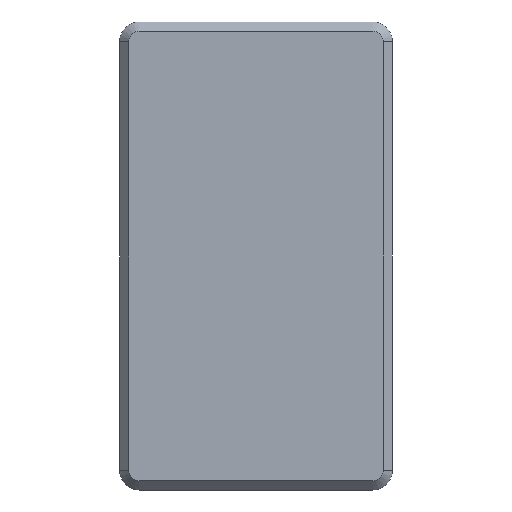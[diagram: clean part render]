
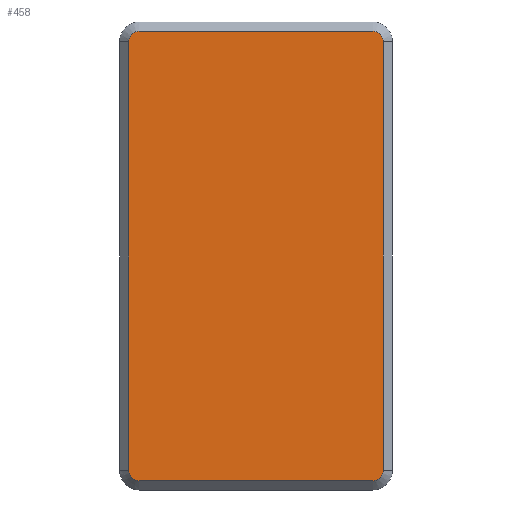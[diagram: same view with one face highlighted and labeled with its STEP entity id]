
A CAD part, front view. The second image highlights one B-rep face of the part: STEP entity #458.
In plain terms, the highlighted planar face has unit normal (0, -1, 0).
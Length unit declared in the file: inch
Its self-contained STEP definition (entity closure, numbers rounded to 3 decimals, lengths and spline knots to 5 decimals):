
#32=CIRCLE('',#490,0.1);
#34=CIRCLE('',#494,0.1);
#36=CIRCLE('',#498,0.1);
#38=CIRCLE('',#502,0.1);
#68=FACE_OUTER_BOUND('',#95,.T.);
#95=EDGE_LOOP('',(#351,#352,#353,#354,#355,#356,#357,#358));
#112=LINE('',#690,#156);
#117=LINE('',#704,#161);
#121=LINE('',#716,#165);
#125=LINE('',#728,#169);
#156=VECTOR('',#544,0.3937);
#161=VECTOR('',#557,0.3937);
#165=VECTOR('',#569,0.3937);
#169=VECTOR('',#581,0.3937);
#200=VERTEX_POINT('',#687);
#201=VERTEX_POINT('',#689);
#204=VERTEX_POINT('',#696);
#206=VERTEX_POINT('',#702);
#208=VERTEX_POINT('',#708);
#210=VERTEX_POINT('',#714);
#212=VERTEX_POINT('',#720);
#214=VERTEX_POINT('',#726);
#240=EDGE_CURVE('',#200,#201,#112,.T.);
#244=EDGE_CURVE('',#204,#200,#32,.T.);
#247=EDGE_CURVE('',#206,#204,#117,.T.);
#250=EDGE_CURVE('',#208,#206,#34,.T.);
#253=EDGE_CURVE('',#210,#208,#121,.T.);
#256=EDGE_CURVE('',#212,#210,#36,.T.);
#259=EDGE_CURVE('',#214,#212,#125,.T.);
#261=EDGE_CURVE('',#201,#214,#38,.T.);
#351=ORIENTED_EDGE('',*,*,#240,.F.);
#352=ORIENTED_EDGE('',*,*,#244,.F.);
#353=ORIENTED_EDGE('',*,*,#247,.F.);
#354=ORIENTED_EDGE('',*,*,#250,.F.);
#355=ORIENTED_EDGE('',*,*,#253,.F.);
#356=ORIENTED_EDGE('',*,*,#256,.F.);
#357=ORIENTED_EDGE('',*,*,#259,.F.);
#358=ORIENTED_EDGE('',*,*,#261,.F.);
#437=PLANE('',#510);
#458=ADVANCED_FACE('',(#68),#437,.F.);
#490=AXIS2_PLACEMENT_3D('',#698,#550,#551);
#494=AXIS2_PLACEMENT_3D('',#710,#562,#563);
#498=AXIS2_PLACEMENT_3D('',#722,#574,#575);
#502=AXIS2_PLACEMENT_3D('',#731,#585,#586);
#510=AXIS2_PLACEMENT_3D('',#751,#608,#609);
#544=DIRECTION('',(-1.,0.,0.));
#550=DIRECTION('center_axis',(0.,1.,0.));
#551=DIRECTION('ref_axis',(1.,0.,0.));
#557=DIRECTION('',(0.,0.,-1.));
#562=DIRECTION('center_axis',(0.,1.,0.));
#563=DIRECTION('ref_axis',(0.,0.,1.));
#569=DIRECTION('',(1.,0.,0.));
#574=DIRECTION('center_axis',(0.,1.,0.));
#575=DIRECTION('ref_axis',(-1.,0.,0.));
#581=DIRECTION('',(0.,0.,1.));
#585=DIRECTION('center_axis',(0.,1.,0.));
#586=DIRECTION('ref_axis',(0.,0.,-1.));
#608=DIRECTION('center_axis',(0.,1.,0.));
#609=DIRECTION('ref_axis',(1.,0.,0.));
#687=CARTESIAN_POINT('',(2.42321,-0.109,0.15521));
#689=CARTESIAN_POINT('',(0.25321,-0.109,0.15521));
#690=CARTESIAN_POINT('',(0.79571,-0.109,0.15521));
#696=CARTESIAN_POINT('',(2.52321,-0.109,0.25521));
#698=CARTESIAN_POINT('Origin',(2.42321,-0.109,0.25521));
#702=CARTESIAN_POINT('',(2.52321,-0.109,4.24321));
#704=CARTESIAN_POINT('',(2.52321,-0.109,1.25221));
#708=CARTESIAN_POINT('',(2.42321,-0.109,4.34321));
#710=CARTESIAN_POINT('Origin',(2.42321,-0.109,4.24321));
#714=CARTESIAN_POINT('',(0.25321,-0.109,4.34321));
#716=CARTESIAN_POINT('',(1.88071,-0.109,4.34321));
#720=CARTESIAN_POINT('',(0.15321,-0.109,4.24321));
#722=CARTESIAN_POINT('Origin',(0.25321,-0.109,4.24321));
#726=CARTESIAN_POINT('',(0.15321,-0.109,0.25521));
#728=CARTESIAN_POINT('',(0.15321,-0.109,3.24621));
#731=CARTESIAN_POINT('Origin',(0.25321,-0.109,0.25521));
#751=CARTESIAN_POINT('Origin',(1.33821,-0.109,2.24921));
